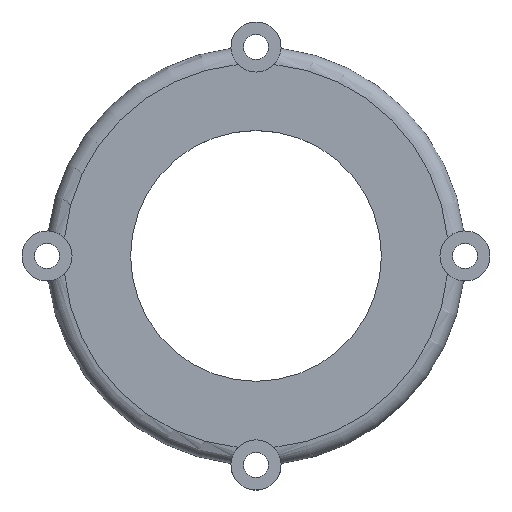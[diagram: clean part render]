
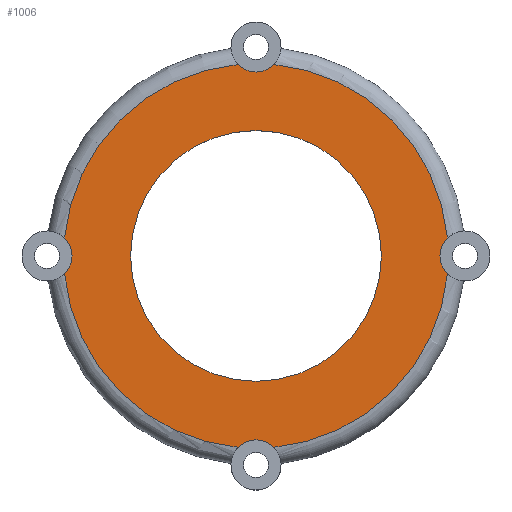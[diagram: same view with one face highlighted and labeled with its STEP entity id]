
A CAD part, top view. The second image highlights one B-rep face of the part: STEP entity #1006.
In plain terms, the highlighted planar face has unit normal (0, 0, 1).
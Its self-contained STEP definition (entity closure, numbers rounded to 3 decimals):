
#221=CARTESIAN_POINT('',(-25.,0.,6.));
#222=DIRECTION('',(0.,0.,-1.));
#223=DIRECTION('',(0.7,0.714,0.));
#224=AXIS2_PLACEMENT_3D('',#221,#222,#223);
#275=CARTESIAN_POINT('',(0.,0.,6.));
#276=DIRECTION('',(0.,0.,-1.));
#277=DIRECTION('',(1.,0.,0.));
#278=AXIS2_PLACEMENT_3D('',#275,#276,#277);
#280=CARTESIAN_POINT('',(0.,0.,6.));
#281=DIRECTION('',(0.,0.,-1.));
#282=DIRECTION('',(-1.,0.,0.));
#283=AXIS2_PLACEMENT_3D('',#280,#281,#282);
#285=CARTESIAN_POINT('',(0.,0.,6.));
#286=DIRECTION('',(0.,0.,1.));
#287=DIRECTION('',(-0.093,0.996,0.));
#288=AXIS2_PLACEMENT_3D('',#285,#286,#287);
#290=CARTESIAN_POINT('',(0.,25.,6.));
#291=DIRECTION('',(0.,0.,1.));
#292=DIRECTION('',(-0.714,-0.7,0.));
#293=AXIS2_PLACEMENT_3D('',#290,#291,#292);
#295=CARTESIAN_POINT('',(0.,0.,6.));
#296=DIRECTION('',(0.,0.,1.));
#297=DIRECTION('',(0.996,0.093,0.));
#298=AXIS2_PLACEMENT_3D('',#295,#296,#297);
#300=CARTESIAN_POINT('',(0.,0.,6.));
#301=DIRECTION('',(0.,0.,1.));
#302=DIRECTION('',(0.093,-0.996,0.));
#303=AXIS2_PLACEMENT_3D('',#300,#301,#302);
#305=CARTESIAN_POINT('',(0.,-25.,6.));
#306=DIRECTION('',(0.,0.,1.));
#307=DIRECTION('',(0.714,0.7,0.));
#308=AXIS2_PLACEMENT_3D('',#305,#306,#307);
#310=CARTESIAN_POINT('',(0.,0.,6.));
#311=DIRECTION('',(0.,0.,1.));
#312=DIRECTION('',(-0.996,-0.093,0.));
#313=AXIS2_PLACEMENT_3D('',#310,#311,#312);
#461=CARTESIAN_POINT('',(25.,0.,6.));
#462=DIRECTION('',(0.,0.,-1.));
#463=DIRECTION('',(-0.7,-0.714,0.));
#464=AXIS2_PLACEMENT_3D('',#461,#462,#463);
#559=CARTESIAN_POINT('',(15.,0.,6.));
#560=CARTESIAN_POINT('',(-15.,0.,6.));
#561=VERTEX_POINT('',#559);
#562=VERTEX_POINT('',#560);
#563=CARTESIAN_POINT('',(-2.142,22.9,6.));
#564=CARTESIAN_POINT('',(2.142,22.9,6.));
#565=VERTEX_POINT('',#563);
#566=VERTEX_POINT('',#564);
#567=CARTESIAN_POINT('',(2.142,-22.9,6.));
#568=CARTESIAN_POINT('',(-2.142,-22.9,6.));
#569=VERTEX_POINT('',#567);
#570=VERTEX_POINT('',#568);
#571=CARTESIAN_POINT('',(-22.9,-2.142,6.));
#572=VERTEX_POINT('',#571);
#573=CARTESIAN_POINT('',(22.9,-2.142,6.));
#574=VERTEX_POINT('',#573);
#575=CARTESIAN_POINT('',(22.9,2.142,6.));
#576=VERTEX_POINT('',#575);
#577=CARTESIAN_POINT('',(-22.9,2.142,6.));
#578=VERTEX_POINT('',#577);
#980=CARTESIAN_POINT('',(0.,0.,6.));
#981=DIRECTION('',(0.,0.,1.));
#982=DIRECTION('',(1.,0.,0.));
#983=AXIS2_PLACEMENT_3D('',#980,#981,#982);
#984=PLANE('',#983);
#985=ORIENTED_EDGE('',*,*,#944,.F.);
#987=ORIENTED_EDGE('',*,*,#986,.F.);
#989=ORIENTED_EDGE('',*,*,#988,.T.);
#991=ORIENTED_EDGE('',*,*,#990,.F.);
#993=ORIENTED_EDGE('',*,*,#992,.F.);
#994=ORIENTED_EDGE('',*,*,#975,.F.);
#996=ORIENTED_EDGE('',*,*,#995,.T.);
#997=ORIENTED_EDGE('',*,*,#955,.F.);
#998=EDGE_LOOP('',(#985,#987,#989,#991,#993,#994,#996,#997));
#999=FACE_OUTER_BOUND('',#998,.F.);
#1001=ORIENTED_EDGE('',*,*,#1000,.F.);
#1003=ORIENTED_EDGE('',*,*,#1002,.F.);
#1004=EDGE_LOOP('',(#1001,#1003));
#1005=FACE_BOUND('',#1004,.F.);
#1006=ADVANCED_FACE('',(#999,#1005),#984,.T.);
#225=CIRCLE('',#224,3.);
#279=CIRCLE('',#278,15.);
#284=CIRCLE('',#283,15.);
#289=CIRCLE('',#288,23.);
#294=CIRCLE('',#293,3.);
#299=CIRCLE('',#298,23.);
#304=CIRCLE('',#303,23.);
#309=CIRCLE('',#308,3.);
#314=CIRCLE('',#313,23.);
#465=CIRCLE('',#464,3.);
#944=EDGE_CURVE('',#578,#572,#225,.T.);
#955=EDGE_CURVE('',#572,#570,#314,.T.);
#975=EDGE_CURVE('',#569,#574,#304,.T.);
#986=EDGE_CURVE('',#565,#578,#289,.T.);
#988=EDGE_CURVE('',#565,#566,#294,.T.);
#990=EDGE_CURVE('',#576,#566,#299,.T.);
#992=EDGE_CURVE('',#574,#576,#465,.T.);
#995=EDGE_CURVE('',#569,#570,#309,.T.);
#1000=EDGE_CURVE('',#561,#562,#279,.T.);
#1002=EDGE_CURVE('',#562,#561,#284,.T.);
